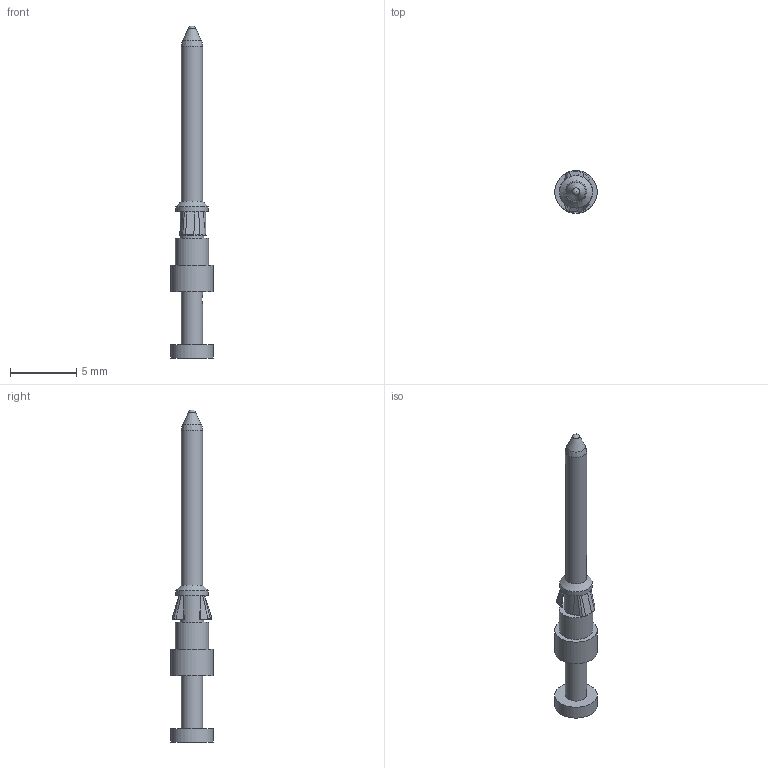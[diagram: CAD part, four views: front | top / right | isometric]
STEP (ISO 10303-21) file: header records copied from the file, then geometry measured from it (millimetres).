
FILE_DESCRIPTION(/* description */ (''),/* implementation_level */ '2;1');
FILE_NAME(/* name */ '3D_1010172100101_CDGM-0.25_V1.0_stp.stp',/* time_stamp */ '2023-12-11T19:38:33+08:00',/* author */ (''),/* organization */ (''),/* preprocessor_version */ 'ST-DEVELOPER v18.1',/* originating_system */ 'SIEMENS PLM Software NX 1980',/* authorisation */ '');
FILE_SCHEMA (('AP242_MANAGED_MODEL_BASED_3D_ENGINEERING_MIM_LF { 1 0 10303 442 1 1 4 }'));
Length unit declared in the file: millimetre
Products named in the file (1): 3D_1010172100101_CDGM-0.25_V1.0_stp
Bounding box: 3.2 x 3.2 x 25 mm (x, y, z)
Volume: 72.9 mm3; surface area: 210.6 mm2
Topology: 1 solids, 2 shells, 74 faces, 183 edges, 115 vertices
Faces by surface type: cylinder 42, plane 14, cone 13, bspline 4, sphere 1
Full cylindrical faces by diameter (mm): 0.6 x1, 0.65 x1, 1.6 x2, 1.8 x1, 2.45 x1, 2.52 x1, 3.2 x2
Entity records: 2365 total; most frequent: CARTESIAN_POINT 966, ORIENTED_EDGE 312, DIRECTION 193, EDGE_CURVE 156, B_SPLINE_CURVE_WITH_KNOTS 126, VERTEX_POINT 108, EDGE_LOOP 96, AXIS2_PLACEMENT_3D 92
